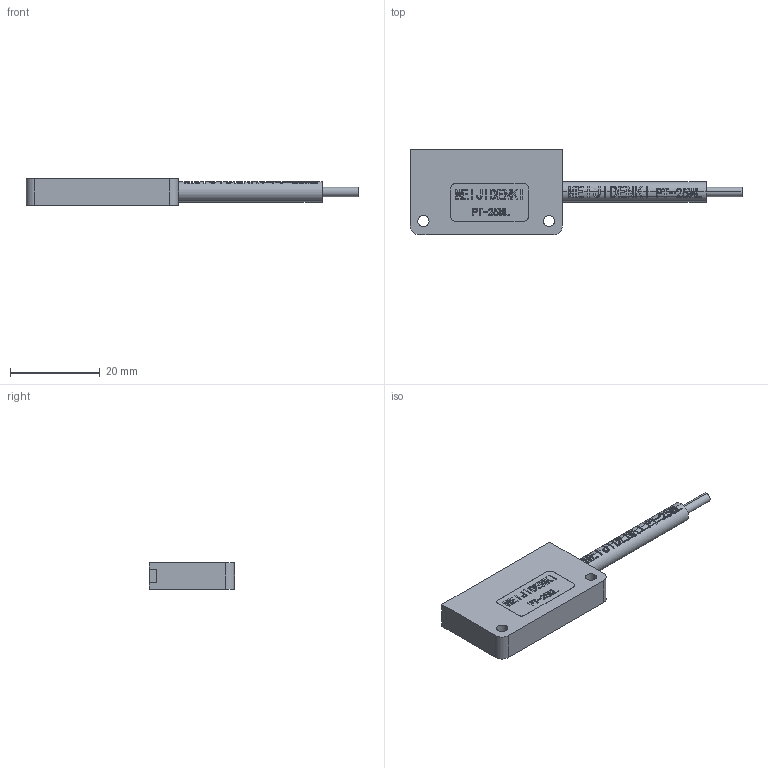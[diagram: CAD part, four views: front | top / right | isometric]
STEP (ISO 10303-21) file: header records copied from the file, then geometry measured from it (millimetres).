
FILE_DESCRIPTION (( 'STEP AP214' ), '1' );
FILE_NAME ('PT-25ML.STEP', '2015-09-24T08:43:21', ( '' ), ( '' ), 'SwSTEP 2.0', 'SolidWorks 2013', '' );
FILE_SCHEMA (( 'AUTOMOTIVE_DESIGN' ));
Length unit declared in the file: millimetre
Products named in the file (1): PT-25ML
Bounding box: 74.01 x 19 x 6 mm (x, y, z)
Volume: 4112.9 mm3; surface area: 3112.5 mm2
Topology: 1 solids, 1 shells, 499 faces, 1305 edges, 870 vertices
Faces by surface type: plane 359, cylinder 101, bspline 39
Entity records: 23725 total; most frequent: CARTESIAN_POINT 6187, ORIENTED_EDGE 2610, DIRECTION 2373, EDGE_CURVE 1305, VECTOR 925, LINE 925, VERTEX_POINT 870, AXIS2_PLACEMENT_3D 724
